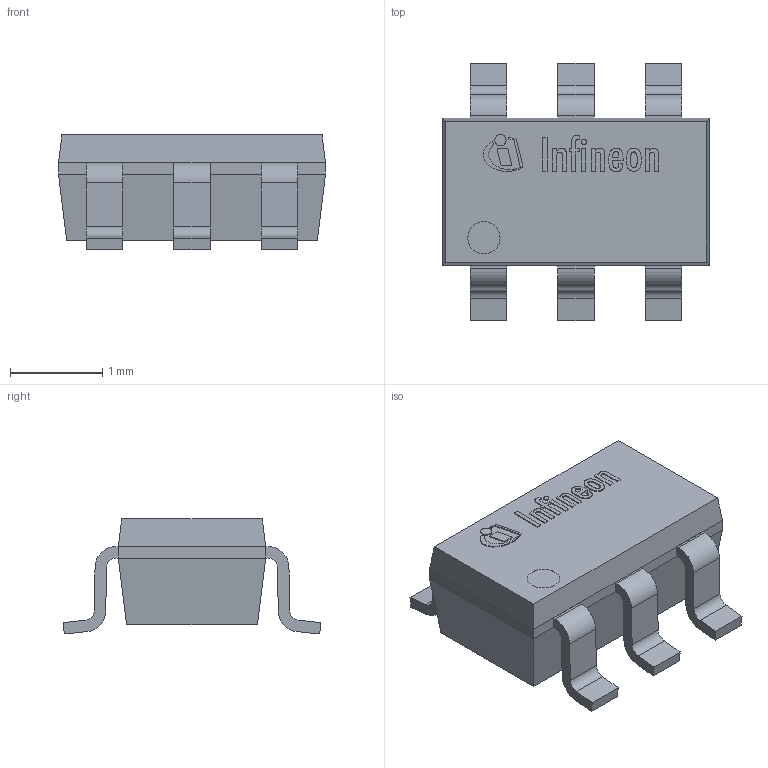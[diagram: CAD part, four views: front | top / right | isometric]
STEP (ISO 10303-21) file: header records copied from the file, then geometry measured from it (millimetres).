
FILE_DESCRIPTION(/* description */ (''),/* implementation_level */ '2;1');
FILE_NAME(/* name */ 'PG-SOT23-6-1.stp',/* time_stamp */ '2017-05-05T11:17:41+08:00',/* author */ ('guptavas'),/* organization */ (''),/* preprocessor_version */ 'ST-DEVELOPER v15.2',/* originating_system */ 'Autodesk Inventor 2014',/* authorisation */ '');
FILE_SCHEMA (('CONFIG_CONTROL_DESIGN'));
Length unit declared in the file: millimetre
Products named in the file (6): PG-SOT23-6-1_UPPER_MOLD; PG-SOT23-6-1_MIDDLE_MOLD; PG-SOT23-6-1_LOWER_MOLD; PG-SOT23-6-1_GULWING; PG-SOT23-6-1_LOGO; PG-SOT23-6-1
Assembly tree (10 placements, depth 2):
  PG-SOT23-6-1
    PG-SOT23-6-1_UPPER_MOLD
    PG-SOT23-6-1_MIDDLE_MOLD
    PG-SOT23-6-1_LOWER_MOLD
    PG-SOT23-6-1_GULWING  x6
    PG-SOT23-6-1_LOGO
Bounding box: 2.9 x 2.8 x 1.26 mm (x, y, z)
Volume: 5.4 mm3; surface area: 45.9 mm2
Topology: 21 solids, 21 shells, 321 faces, 834 edges, 556 vertices
Faces by surface type: cylinder 162, plane 159
Full cylindrical faces by diameter (mm): 0.058 x1, 0.121 x1, 0.35 x1
Entity records: 8005 total; most frequent: DIRECTION 1469, CARTESIAN_POINT 1354, ORIENTED_EDGE 1302, EDGE_CURVE 651, AXIS2_PLACEMENT_3D 551, VERTEX_POINT 436, LINE 367, VECTOR 367
